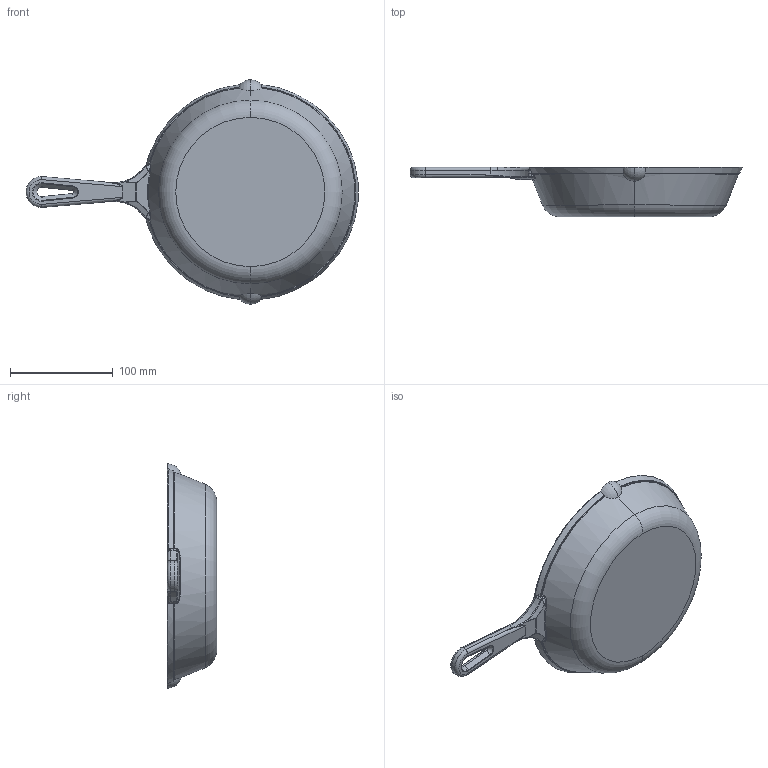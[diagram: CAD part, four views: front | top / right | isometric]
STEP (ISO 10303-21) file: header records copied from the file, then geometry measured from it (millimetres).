
FILE_DESCRIPTION (( 'STEP AP214' ), '1' );
FILE_NAME ('Lodge L5SK3 Cast Iron Skillet.STEP', '2017-03-13T07:27:46', ( '' ), ( '' ), 'SwSTEP 2.0', 'SolidWorks 2017', '' );
FILE_SCHEMA (( 'AUTOMOTIVE_DESIGN' ));
Length unit declared in the file: millimetre
Products named in the file (1): Lodge L5SK3 Cast Iron Skillet
Bounding box: 322.61 x 48 x 218 mm (x, y, z)
Volume: 222050.2 mm3; surface area: 109770.7 mm2
Topology: 1 solids, 1 shells, 148 faces, 350 edges, 197 vertices
Faces by surface type: bspline 41, torus 30, cylinder 22, sphere 19, cone 18, plane 18
Entity records: 5957 total; most frequent: CARTESIAN_POINT 2904, ORIENTED_EDGE 684, DIRECTION 583, EDGE_CURVE 342, AXIS2_PLACEMENT_3D 261, VERTEX_POINT 197, CIRCLE 153, EDGE_LOOP 151
